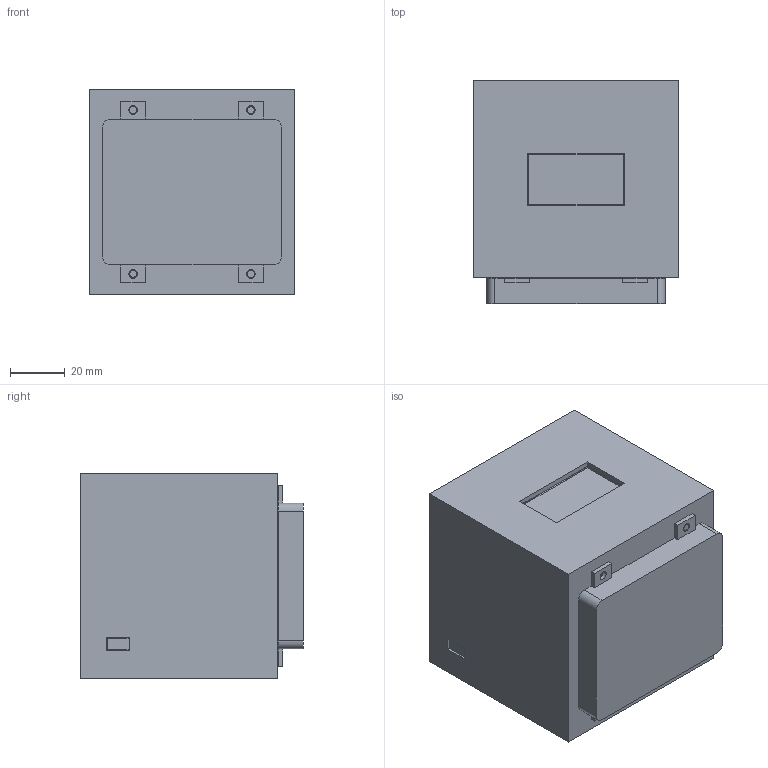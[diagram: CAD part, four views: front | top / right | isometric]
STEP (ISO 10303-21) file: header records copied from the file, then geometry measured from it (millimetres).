
FILE_DESCRIPTION(/* description */ (''),/* implementation_level */ '2;1');
FILE_NAME(/* name */ 'box.step',/* time_stamp */ '2023-09-14T10:20:43-07:00',/* author */ (''),/* organization */ (''),/* preprocessor_version */ 'ST-DEVELOPER v20',/* originating_system */ 'Autodesk Translation Framework v12.9.0.99',/* authorisation */ '');
FILE_SCHEMA (('AUTOMOTIVE_DESIGN { 1 0 10303 214 3 1 1 }'));
Length unit declared in the file: millimetre
Products named in the file (1): qrcode
Bounding box: 75 x 81.4 x 75 mm (x, y, z)
Volume: 139958.4 mm3; surface area: 80955.8 mm2
Topology: 5 solids, 5 shells, 290 faces, 745 edges, 495 vertices
Faces by surface type: plane 262, cylinder 28
Full cylindrical faces by diameter (mm): 2.6 x2, 2.7 x8, 3 x6, 3.2 x4
Entity records: 8762 total; most frequent: CARTESIAN_POINT 1531, ORIENTED_EDGE 1490, DIRECTION 1383, EDGE_CURVE 745, LINE 689, VECTOR 689, VERTEX_POINT 495, EDGE_LOOP 354
